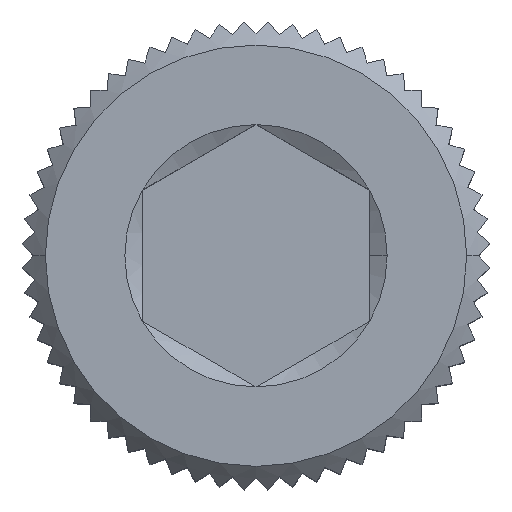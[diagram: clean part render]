
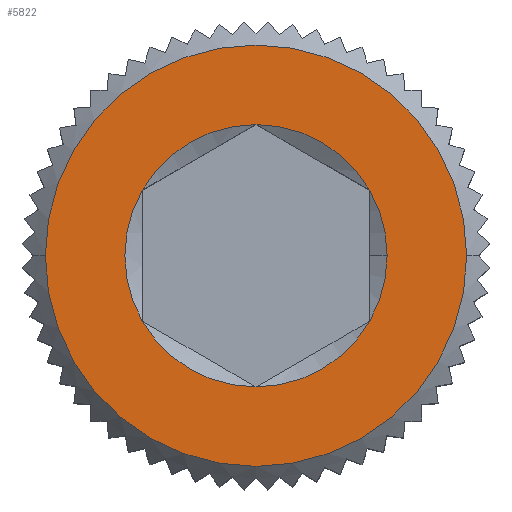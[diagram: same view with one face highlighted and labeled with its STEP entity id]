
A CAD part, top view. The second image highlights one B-rep face of the part: STEP entity #5822.
In plain terms, the highlighted planar face has unit normal (0, 0, 1).
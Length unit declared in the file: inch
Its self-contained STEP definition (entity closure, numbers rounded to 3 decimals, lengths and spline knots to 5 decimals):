
#547 = CARTESIAN_POINT ( 'NONE',  ( 0., 0.0805, 0.20575 ) ) ;
#594 = DIRECTION ( 'NONE',  ( 0., 0., 1. ) ) ;
#603 = VERTEX_POINT ( 'NONE', #6229 ) ;
#767 = AXIS2_PLACEMENT_3D ( 'NONE', #2799, #8709, #10394 ) ;
#997 = AXIS2_PLACEMENT_3D ( 'NONE', #547, #7328, #2252 ) ;
#1106 = DIRECTION ( 'NONE',  ( 1., 0., 0. ) ) ;
#1117 = AXIS2_PLACEMENT_3D ( 'NONE', #5633, #594, #8057 ) ;
#1174 = VERTEX_POINT ( 'NONE', #6511 ) ;
#1218 = EDGE_CURVE ( 'NONE', #1543, #1174, #4607, .T. ) ;
#1543 = VERTEX_POINT ( 'NONE', #2028 ) ;
#1630 = EDGE_CURVE ( 'NONE', #8951, #3247, #8686, .T. ) ;
#1710 = ORIENTED_EDGE ( 'NONE', *, *, #2532, .F. ) ;
#1907 = CIRCLE ( 'NONE', #6491, 0.04511 ) ;
#2028 = CARTESIAN_POINT ( 'NONE',  ( -0.03906, 0.02255, 0.20575 ) ) ;
#2199 = EDGE_CURVE ( 'NONE', #4315, #8951, #8790, .T. ) ;
#2222 = ORIENTED_EDGE ( 'NONE', *, *, #3425, .F. ) ;
#2252 = DIRECTION ( 'NONE',  ( 1., 0., 0. ) ) ;
#2334 = ORIENTED_EDGE ( 'NONE', *, *, #2199, .F. ) ;
#2502 = DIRECTION ( 'NONE',  ( 1., 0., 0. ) ) ;
#2532 = EDGE_CURVE ( 'NONE', #1174, #4315, #8277, .T. ) ;
#2586 = CARTESIAN_POINT ( 'NONE',  ( 0., 0., 0.20575 ) ) ;
#2652 = ORIENTED_EDGE ( 'NONE', *, *, #5565, .F. ) ;
#2799 = CARTESIAN_POINT ( 'NONE',  ( 0., 0., 0.20575 ) ) ;
#2851 = AXIS2_PLACEMENT_3D ( 'NONE', #4322, #8590, #4366 ) ;
#3247 = VERTEX_POINT ( 'NONE', #8844 ) ;
#3425 = EDGE_CURVE ( 'NONE', #603, #1543, #8839, .T. ) ;
#3466 = DIRECTION ( 'NONE',  ( 0., 0., 1. ) ) ;
#3502 = CIRCLE ( 'NONE', #10785, 0.07245 ) ;
#3644 = CARTESIAN_POINT ( 'NONE',  ( 0., 0., 0.20575 ) ) ;
#3728 = AXIS2_PLACEMENT_3D ( 'NONE', #2586, #3466, #4273 ) ;
#3734 = VERTEX_POINT ( 'NONE', #5928 ) ;
#3929 = VERTEX_POINT ( 'NONE', #9534 ) ;
#3940 = DIRECTION ( 'NONE',  ( 1., 0., 0. ) ) ;
#4006 = FACE_OUTER_BOUND ( 'NONE', #5553, .T. ) ;
#4207 = AXIS2_PLACEMENT_3D ( 'NONE', #8204, #4778, #3940 ) ;
#4273 = DIRECTION ( 'NONE',  ( 1., 0., 0. ) ) ;
#4315 = VERTEX_POINT ( 'NONE', #9008 ) ;
#4322 = CARTESIAN_POINT ( 'NONE',  ( 0., 0., 0.20575 ) ) ;
#4366 = DIRECTION ( 'NONE',  ( 1., 0., 0. ) ) ;
#4480 = VERTEX_POINT ( 'NONE', #6612 ) ;
#4607 = CIRCLE ( 'NONE', #4207, 0.04511 ) ;
#4680 = EDGE_CURVE ( 'NONE', #3929, #3734, #7922, .T. ) ;
#4778 = DIRECTION ( 'NONE',  ( 0., 0., 1. ) ) ;
#4864 = DIRECTION ( 'NONE',  ( 0., 0., 1. ) ) ;
#5553 = EDGE_LOOP ( 'NONE', ( #6327, #9410 ) ) ;
#5565 = EDGE_CURVE ( 'NONE', #3247, #4480, #1907, .T. ) ;
#5584 = FACE_BOUND ( 'NONE', #9414, .T. ) ;
#5633 = CARTESIAN_POINT ( 'NONE',  ( 0., 0., 0.20575 ) ) ;
#5701 = PLANE ( 'NONE',  #997 ) ;
#5739 = CARTESIAN_POINT ( 'NONE',  ( 0., 0., 0.20575 ) ) ;
#5822 = ADVANCED_FACE ( 'NONE', ( #4006, #5584 ), #5701, .T. ) ;
#5928 = CARTESIAN_POINT ( 'NONE',  ( 0.07245, 0., 0.20575 ) ) ;
#5995 = ORIENTED_EDGE ( 'NONE', *, *, #1630, .F. ) ;
#6034 = DIRECTION ( 'NONE',  ( 0., 0., 1. ) ) ;
#6229 = CARTESIAN_POINT ( 'NONE',  ( 0., 0.04511, 0.20575 ) ) ;
#6327 = ORIENTED_EDGE ( 'NONE', *, *, #4680, .T. ) ;
#6491 = AXIS2_PLACEMENT_3D ( 'NONE', #3644, #6034, #1106 ) ;
#6511 = CARTESIAN_POINT ( 'NONE',  ( -0.03906, -0.02255, 0.20575 ) ) ;
#6612 = CARTESIAN_POINT ( 'NONE',  ( 0.03906, 0.02255, 0.20575 ) ) ;
#7058 = CIRCLE ( 'NONE', #2851, 0.04511 ) ;
#7328 = DIRECTION ( 'NONE',  ( 0., 0., 1. ) ) ;
#7509 = DIRECTION ( 'NONE',  ( 0., 0., 1. ) ) ;
#7922 = CIRCLE ( 'NONE', #8247, 0.07245 ) ;
#7956 = AXIS2_PLACEMENT_3D ( 'NONE', #9935, #4864, #10044 ) ;
#7996 = DIRECTION ( 'NONE',  ( 1., 0., 0. ) ) ;
#8057 = DIRECTION ( 'NONE',  ( 1., 0., 0. ) ) ;
#8145 = CARTESIAN_POINT ( 'NONE',  ( 0., 0., 0.20575 ) ) ;
#8204 = CARTESIAN_POINT ( 'NONE',  ( 0., 0., 0.20575 ) ) ;
#8247 = AXIS2_PLACEMENT_3D ( 'NONE', #5739, #7509, #2502 ) ;
#8277 = CIRCLE ( 'NONE', #1117, 0.04511 ) ;
#8553 = CARTESIAN_POINT ( 'NONE',  ( 0.03906, -0.02255, 0.20575 ) ) ;
#8590 = DIRECTION ( 'NONE',  ( 0., 0., 1. ) ) ;
#8686 = CIRCLE ( 'NONE', #767, 0.04511 ) ;
#8709 = DIRECTION ( 'NONE',  ( 0., 0., 1. ) ) ;
#8790 = CIRCLE ( 'NONE', #3728, 0.04511 ) ;
#8839 = CIRCLE ( 'NONE', #7956, 0.04511 ) ;
#8844 = CARTESIAN_POINT ( 'NONE',  ( 0.04511, 0., 0.20575 ) ) ;
#8905 = EDGE_CURVE ( 'NONE', #4480, #603, #7058, .T. ) ;
#8951 = VERTEX_POINT ( 'NONE', #8553 ) ;
#9008 = CARTESIAN_POINT ( 'NONE',  ( 0., -0.04511, 0.20575 ) ) ;
#9127 = ORIENTED_EDGE ( 'NONE', *, *, #8905, .F. ) ;
#9191 = EDGE_CURVE ( 'NONE', #3734, #3929, #3502, .T. ) ;
#9410 = ORIENTED_EDGE ( 'NONE', *, *, #9191, .T. ) ;
#9414 = EDGE_LOOP ( 'NONE', ( #9127, #2652, #5995, #2334, #1710, #10846, #2222 ) ) ;
#9534 = CARTESIAN_POINT ( 'NONE',  ( -0.07245, 0., 0.20575 ) ) ;
#9935 = CARTESIAN_POINT ( 'NONE',  ( 0., 0., 0.20575 ) ) ;
#10044 = DIRECTION ( 'NONE',  ( 1., 0., 0. ) ) ;
#10394 = DIRECTION ( 'NONE',  ( 1., 0., 0. ) ) ;
#10613 = DIRECTION ( 'NONE',  ( 0., 0., 1. ) ) ;
#10785 = AXIS2_PLACEMENT_3D ( 'NONE', #8145, #10613, #7996 ) ;
#10846 = ORIENTED_EDGE ( 'NONE', *, *, #1218, .F. ) ;
